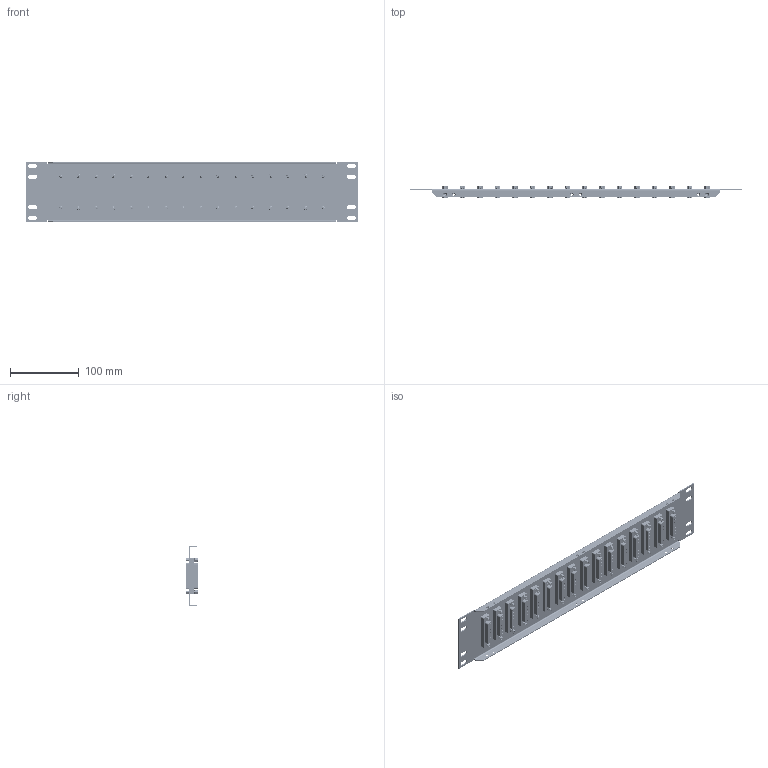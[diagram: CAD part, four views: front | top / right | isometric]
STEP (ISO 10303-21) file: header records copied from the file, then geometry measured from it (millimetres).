
FILE_DESCRIPTION (( 'STEP AP203' ), '1' );
FILE_NAME ('PR35GB25FB.STEP', '2015-04-08T17:48:03', ( 'x' ), ( '' ), 'SwSTEP 2.0', 'SolidWorks 2014', '' );
FILE_SCHEMA (( 'CONFIG_CONTROL_DESIGN' ));
Length unit declared in the file: inch
Products named in the file (7): PR35GB25FB; PR35DS2516B; DGB25F-MA1; SD25S_Without Mounting Flange and Solder Cups; DGB25F_NO HARDWARE; 1AJ10-001; SDHS-PROD_DEFAULT
Assembly tree (84 placements, depth 3):
  PR35GB25FB
    PR35DS2516B
    DGB25F_NO HARDWARE  x16
      DGB25F-MA1
      SD25S_Without Mounting Flange and Solder Cups
    1AJ10-001  x32
    SDHS-PROD_DEFAULT  x32
Bounding box: 482.6 x 17.89 x 88.39 mm (x, y, z)
Volume: 187286.7 mm3; surface area: 188854 mm2
Topology: 113 solids, 113 shells, 10053 faces, 23048 edges, 14320 vertices
Faces by surface type: cylinder 3588, plane 3153, cone 2008, bspline 600, sphere 512, torus 192
Entity records: 43779 total; most frequent: CARTESIAN_POINT 13882, ORIENTED_EDGE 5812, DIRECTION 5208, EDGE_CURVE 2906, LINE 1904, VECTOR 1904, VERTEX_POINT 1902, AXIS2_PLACEMENT_3D 1652
